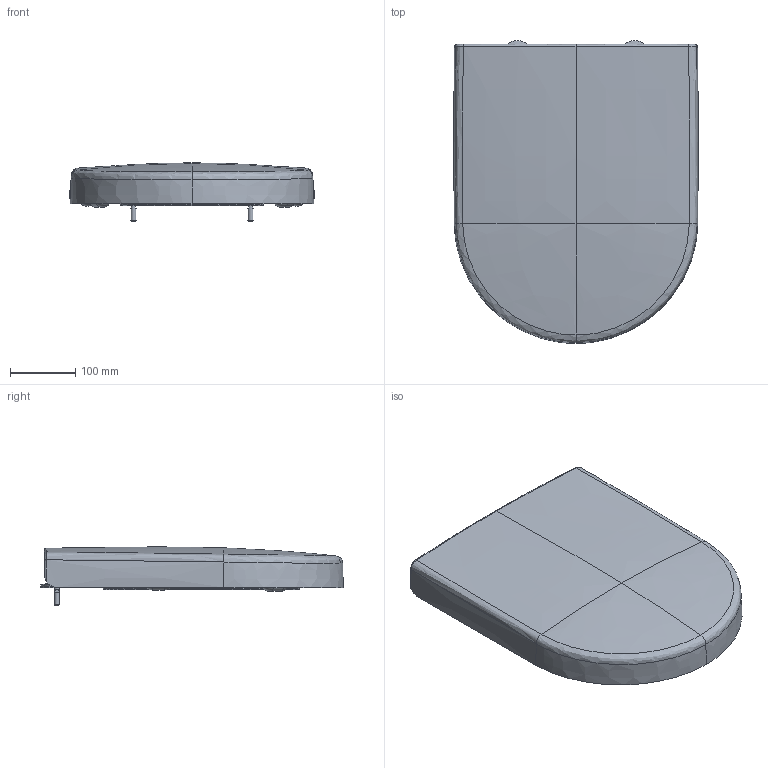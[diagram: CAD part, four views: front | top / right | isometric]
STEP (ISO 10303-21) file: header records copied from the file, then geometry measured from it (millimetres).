
FILE_DESCRIPTION(/* description */ (''),/* implementation_level */ '2;1');
FILE_NAME(/* name */ '8M32S1_8M46S1_9M68Q1_9M68S1.stp',/* time_stamp */ '2021-10-20T08:58:13+02:00',/* author */ (''),/* organization */ (''),/* preprocessor_version */ 'ST-DEVELOPER v18.1',/* originating_system */ 'SIEMENS PLM Software NX 1973',/* authorisation */ '');
FILE_SCHEMA (('AUTOMOTIVE_DESIGN { 1 0 10303 214 3 1 1 1 }'));
Products named in the file (1): Muel613821549gc3
Bounding box: 375.48 x 465 x 89.48 mm (x, y, z)
Volume: 1987203.8 mm3; surface area: 705806.4 mm2
Topology: 10 solids, 10 shells, 613 faces, 1480 edges, 865 vertices
Faces by surface type: bspline 384, plane 82, cylinder 67, torus 40, cone 20, sphere 16, extrusion 4
Full cylindrical faces by diameter (mm): 6.647 x2, 8 x4, 8.85 x2, 27.528 x2, 50 x2
Entity records: 86728 total; most frequent: CARTESIAN_POINT 75935, ORIENTED_EDGE 2788, EDGE_CURVE 1394, DIRECTION 1251, VERTEX_POINT 840, B_SPLINE_CURVE_WITH_KNOTS 776, EDGE_LOOP 662, ADVANCED_FACE 613
